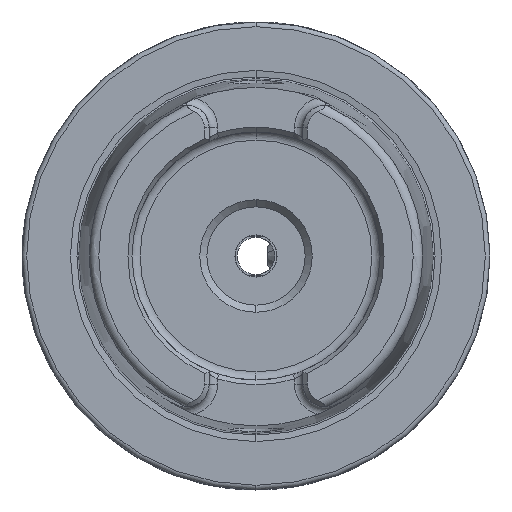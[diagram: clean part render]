
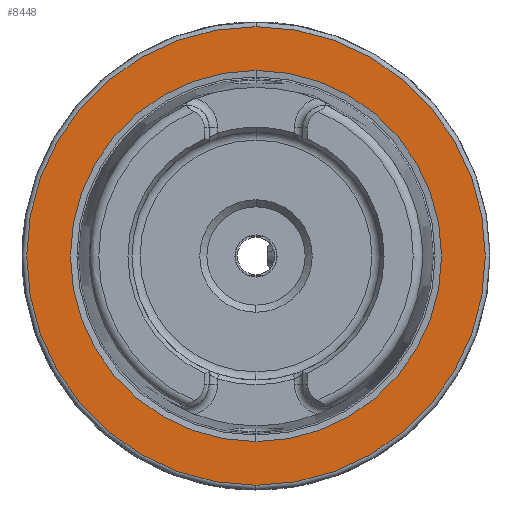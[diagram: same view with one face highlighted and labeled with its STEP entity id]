
A CAD part, left-side view. The second image highlights one B-rep face of the part: STEP entity #8448.
In plain terms, the highlighted planar face has unit normal (-1, 0, 0).
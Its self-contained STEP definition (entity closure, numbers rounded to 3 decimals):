
#773 = CIRCLE ( 'NONE', #5714, 39.647 ) ;
#845 = CARTESIAN_POINT ( 'NONE',  ( 0., 0., -49. ) ) ;
#871 = VERTEX_POINT ( 'NONE', #6074 ) ;
#962 = CIRCLE ( 'NONE', #5744, 49. ) ;
#1697 = VERTEX_POINT ( 'NONE', #845 ) ;
#1709 = CARTESIAN_POINT ( 'NONE',  ( 0., 0., 49. ) ) ;
#1821 = AXIS2_PLACEMENT_3D ( 'NONE', #2260, #2238, #2205 ) ;
#1827 = AXIS2_PLACEMENT_3D ( 'NONE', #2384, #2377, #2366 ) ;
#2205 = DIRECTION ( 'NONE',  ( 0., 0., 1. ) ) ;
#2238 = DIRECTION ( 'NONE',  ( 1., 0., 0. ) ) ;
#2260 = CARTESIAN_POINT ( 'NONE',  ( 0., 0., 0. ) ) ;
#2366 = DIRECTION ( 'NONE',  ( 0., 0., 1. ) ) ;
#2377 = DIRECTION ( 'NONE',  ( 1., 0., 0. ) ) ;
#2384 = CARTESIAN_POINT ( 'NONE',  ( 0., 0., 0. ) ) ;
#2895 = EDGE_LOOP ( 'NONE', ( #6591, #6603 ) ) ;
#4050 = DIRECTION ( 'NONE',  ( 0., 0., 1. ) ) ;
#4606 = DIRECTION ( 'NONE',  ( 1., 0., 0. ) ) ;
#4682 = CIRCLE ( 'NONE', #1821, 49. ) ;
#4787 = AXIS2_PLACEMENT_3D ( 'NONE', #10162, #9923, #9908 ) ;
#4912 = VERTEX_POINT ( 'NONE', #6482 ) ;
#5274 = CARTESIAN_POINT ( 'NONE',  ( 0., 0., 0. ) ) ;
#5714 = AXIS2_PLACEMENT_3D ( 'NONE', #7872, #7841, #7624 ) ;
#5744 = AXIS2_PLACEMENT_3D ( 'NONE', #5274, #4606, #4050 ) ;
#6074 = CARTESIAN_POINT ( 'NONE',  ( 0., 0., -39.647 ) ) ;
#6238 = CIRCLE ( 'NONE', #1827, 39.647 ) ;
#6479 = VERTEX_POINT ( 'NONE', #1709 ) ;
#6482 = CARTESIAN_POINT ( 'NONE',  ( 0., 0., 39.647 ) ) ;
#6499 = EDGE_LOOP ( 'NONE', ( #6675, #6746 ) ) ;
#6591 = ORIENTED_EDGE ( 'NONE', *, *, #7735, .T. ) ;
#6603 = ORIENTED_EDGE ( 'NONE', *, *, #10517, .T. ) ;
#6675 = ORIENTED_EDGE ( 'NONE', *, *, #7695, .F. ) ;
#6746 = ORIENTED_EDGE ( 'NONE', *, *, #10529, .F. ) ;
#7511 = FACE_BOUND ( 'NONE', #2895, .T. ) ;
#7523 = FACE_OUTER_BOUND ( 'NONE', #6499, .T. ) ;
#7624 = DIRECTION ( 'NONE',  ( 0., 0., 1. ) ) ;
#7695 = EDGE_CURVE ( 'NONE', #6479, #1697, #962, .T. ) ;
#7735 = EDGE_CURVE ( 'NONE', #871, #4912, #773, .T. ) ;
#7841 = DIRECTION ( 'NONE',  ( 1., 0., 0. ) ) ;
#7872 = CARTESIAN_POINT ( 'NONE',  ( 0., 0., 0. ) ) ;
#8448 = ADVANCED_FACE ( 'NONE', ( #7511, #7523 ), #9933, .T. ) ;
#9908 = DIRECTION ( 'NONE',  ( 0., 0., -1. ) ) ;
#9923 = DIRECTION ( 'NONE',  ( -1., 0., 0. ) ) ;
#9933 = PLANE ( 'NONE',  #4787 ) ;
#10162 = CARTESIAN_POINT ( 'NONE',  ( 0., -39.647, 0. ) ) ;
#10517 = EDGE_CURVE ( 'NONE', #4912, #871, #6238, .T. ) ;
#10529 = EDGE_CURVE ( 'NONE', #1697, #6479, #4682, .T. ) ;
